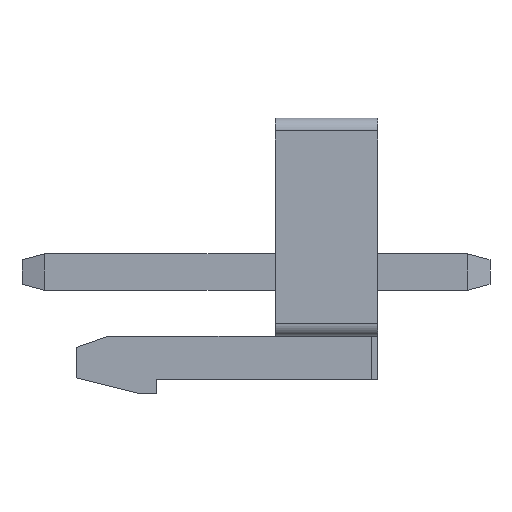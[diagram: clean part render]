
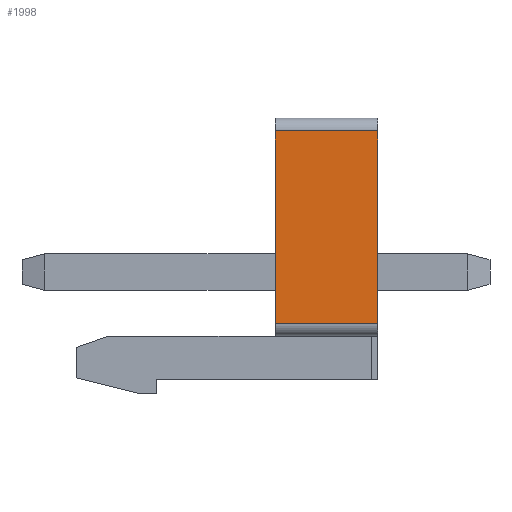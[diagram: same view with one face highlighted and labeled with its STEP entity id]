
A CAD part, left-side view. The second image highlights one B-rep face of the part: STEP entity #1998.
In plain terms, the highlighted planar face has unit normal (-1, 0, 0).
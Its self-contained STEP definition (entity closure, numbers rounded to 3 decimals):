
#1768 = VERTEX_POINT('',#1769);
#1769 = CARTESIAN_POINT('',(-11.85,3.2,-1.6));
#1781 = VERTEX_POINT('',#1782);
#1782 = CARTESIAN_POINT('',(-11.85,3.2,4.4));
#1789 = EDGE_CURVE('',#1768,#1781,#1790,.T.);
#1790 = LINE('',#1791,#1792);
#1791 = CARTESIAN_POINT('',(-11.85,3.2,4.4));
#1792 = VECTOR('',#1793,1.);
#1793 = DIRECTION('',(0.,0.,1.));
#1838 = VERTEX_POINT('',#1839);
#1839 = CARTESIAN_POINT('',(-11.85,0.,4.4));
#1848 = EDGE_CURVE('',#1781,#1838,#1849,.T.);
#1849 = LINE('',#1850,#1851);
#1850 = CARTESIAN_POINT('',(-11.85,3.2,4.4));
#1851 = VECTOR('',#1852,1.);
#1852 = DIRECTION('',(-0.,-1.,-0.));
#1865 = EDGE_CURVE('',#1866,#1838,#1868,.T.);
#1866 = VERTEX_POINT('',#1867);
#1867 = CARTESIAN_POINT('',(-11.85,0.,-1.6));
#1868 = LINE('',#1869,#1870);
#1869 = CARTESIAN_POINT('',(-11.85,0.,4.4));
#1870 = VECTOR('',#1871,1.);
#1871 = DIRECTION('',(0.,0.,1.));
#1986 = EDGE_CURVE('',#1768,#1866,#1987,.T.);
#1987 = LINE('',#1988,#1989);
#1988 = CARTESIAN_POINT('',(-11.85,3.2,-1.6));
#1989 = VECTOR('',#1990,1.);
#1990 = DIRECTION('',(-0.,-1.,-0.));
#1998 = ADVANCED_FACE('',(#1999),#2005,.F.);
#1999 = FACE_BOUND('',#2000,.T.);
#2000 = EDGE_LOOP('',(#2001,#2002,#2003,#2004));
#2001 = ORIENTED_EDGE('',*,*,#1865,.T.);
#2002 = ORIENTED_EDGE('',*,*,#1848,.F.);
#2003 = ORIENTED_EDGE('',*,*,#1789,.F.);
#2004 = ORIENTED_EDGE('',*,*,#1986,.T.);
#2005 = PLANE('',#2006);
#2006 = AXIS2_PLACEMENT_3D('',#2007,#2008,#2009);
#2007 = CARTESIAN_POINT('',(-11.85,3.2,4.4));
#2008 = DIRECTION('',(1.,0.,0.));
#2009 = DIRECTION('',(0.,0.,-1.));
